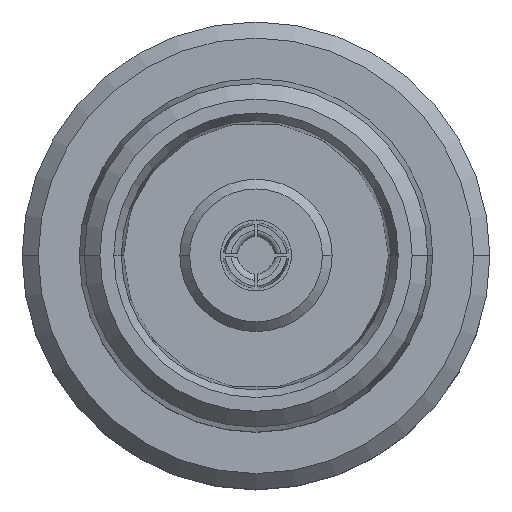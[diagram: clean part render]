
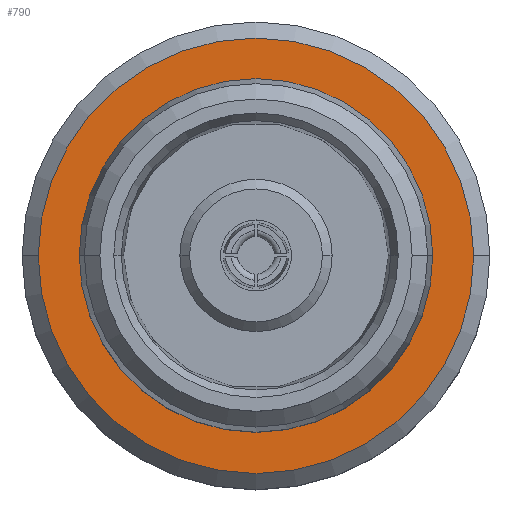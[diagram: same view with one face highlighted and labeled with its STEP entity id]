
A CAD part, top view. The second image highlights one B-rep face of the part: STEP entity #790.
In plain terms, the highlighted planar face has unit normal (0, 0, 1).
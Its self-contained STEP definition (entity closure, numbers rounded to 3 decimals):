
#182 = ORIENTED_EDGE ( 'NONE', *, *, #4037, .F. ) ;
#191 = EDGE_CURVE ( 'NONE', #3862, #547, #1561, .T. ) ;
#276 = DIRECTION ( 'NONE',  ( 1., 0., 0. ) ) ;
#384 = CARTESIAN_POINT ( 'NONE',  ( 0., 0., -11. ) ) ;
#522 = CIRCLE ( 'NONE', #2196, 4.84 ) ;
#536 = CARTESIAN_POINT ( 'NONE',  ( 0., 0., -11. ) ) ;
#547 = VERTEX_POINT ( 'NONE', #3066 ) ;
#590 = CARTESIAN_POINT ( 'NONE',  ( 4.84, 0., -11. ) ) ;
#790 = ADVANCED_FACE ( 'NONE', ( #2837, #3643 ), #3324, .F. ) ;
#872 = CARTESIAN_POINT ( 'NONE',  ( -6.75, 0., -11. ) ) ;
#1129 = DIRECTION ( 'NONE',  ( 0., 0., -1. ) ) ;
#1236 = EDGE_LOOP ( 'NONE', ( #1715, #1525 ) ) ;
#1445 = EDGE_CURVE ( 'NONE', #547, #3862, #2571, .T. ) ;
#1525 = ORIENTED_EDGE ( 'NONE', *, *, #1445, .T. ) ;
#1561 = CIRCLE ( 'NONE', #2745, 6.75 ) ;
#1676 = EDGE_CURVE ( 'NONE', #3469, #2957, #522, .T. ) ;
#1692 = DIRECTION ( 'NONE',  ( 1., 0., 0. ) ) ;
#1715 = ORIENTED_EDGE ( 'NONE', *, *, #191, .T. ) ;
#1793 = AXIS2_PLACEMENT_3D ( 'NONE', #2189, #1891, #276 ) ;
#1891 = DIRECTION ( 'NONE',  ( 0., 0., 1. ) ) ;
#2019 = CARTESIAN_POINT ( 'NONE',  ( 0., 0., -11. ) ) ;
#2146 = DIRECTION ( 'NONE',  ( 0., 0., 1. ) ) ;
#2189 = CARTESIAN_POINT ( 'NONE',  ( 0., 0., -11. ) ) ;
#2196 = AXIS2_PLACEMENT_3D ( 'NONE', #2019, #3576, #1692 ) ;
#2210 = CIRCLE ( 'NONE', #1793, 4.84 ) ;
#2254 = DIRECTION ( 'NONE',  ( 0., 0., 1. ) ) ;
#2278 = CARTESIAN_POINT ( 'NONE',  ( -4.84, 0., -11. ) ) ;
#2481 = DIRECTION ( 'NONE',  ( -1., 0., 0. ) ) ;
#2571 = CIRCLE ( 'NONE', #3207, 6.75 ) ;
#2745 = AXIS2_PLACEMENT_3D ( 'NONE', #384, #2254, #2895 ) ;
#2755 = EDGE_LOOP ( 'NONE', ( #182, #3260 ) ) ;
#2837 = FACE_BOUND ( 'NONE', #2755, .T. ) ;
#2895 = DIRECTION ( 'NONE',  ( 1., 0., 0. ) ) ;
#2957 = VERTEX_POINT ( 'NONE', #590 ) ;
#3066 = CARTESIAN_POINT ( 'NONE',  ( 6.75, 0., -11. ) ) ;
#3086 = AXIS2_PLACEMENT_3D ( 'NONE', #3566, #1129, #2481 ) ;
#3207 = AXIS2_PLACEMENT_3D ( 'NONE', #536, #2146, #3719 ) ;
#3260 = ORIENTED_EDGE ( 'NONE', *, *, #1676, .F. ) ;
#3324 = PLANE ( 'NONE',  #3086 ) ;
#3469 = VERTEX_POINT ( 'NONE', #2278 ) ;
#3566 = CARTESIAN_POINT ( 'NONE',  ( 0., 4.84, -11. ) ) ;
#3576 = DIRECTION ( 'NONE',  ( 0., 0., 1. ) ) ;
#3643 = FACE_OUTER_BOUND ( 'NONE', #1236, .T. ) ;
#3719 = DIRECTION ( 'NONE',  ( 1., 0., 0. ) ) ;
#3862 = VERTEX_POINT ( 'NONE', #872 ) ;
#4037 = EDGE_CURVE ( 'NONE', #2957, #3469, #2210, .T. ) ;
